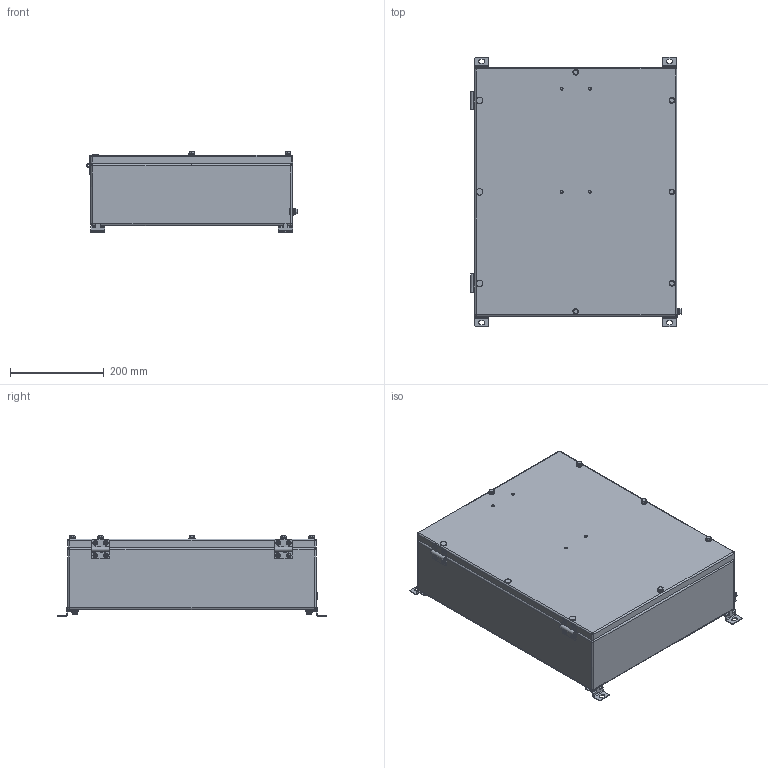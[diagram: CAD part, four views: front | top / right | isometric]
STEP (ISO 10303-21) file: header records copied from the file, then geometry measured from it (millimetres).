
FILE_DESCRIPTION((''),'2;1');
FILE_NAME('КСРВ-М534315.stp','2019-06-11T09:37:51',('L.A.Ronzhin'),(''),'Autodesk Inventor 2012','Autodesk Inventor 2012','');
FILE_SCHEMA(('AUTOMOTIVE_DESIGN { 1 0 10303 214 1 1 1 1 }'));
Length unit declared in the file: millimetre
Products named in the file (1): КСРВ-М534315
Bounding box: 449.19 x 574 x 171.7 mm (x, y, z)
Volume: 34229405.8 mm3; surface area: 840346.4 mm2
Topology: 1 solids, 1 shells, 835 faces, 2173 edges, 1376 vertices
Faces by surface type: plane 443, cylinder 219, cone 129, torus 32, sphere 12
Full cylindrical faces by diameter (mm): 5 x11, 5.459 x5, 6 x5, 6.1 x4, 6.4 x10, 6.5 x6, 6.9 x4, 7 x5, 7.5 x5, 8.4 x8, 8.7 x5, 9 x2, 12 x15, 12.7 x8, 14 x3
Entity records: 25820 total; most frequent: CARTESIAN_POINT 5314, DIRECTION 4138, ORIENTED_EDGE 3970, EDGE_CURVE 1985, AXIS2_PLACEMENT_3D 1588, VERTEX_POINT 1323, EDGE_LOOP 1100, VECTOR 962
